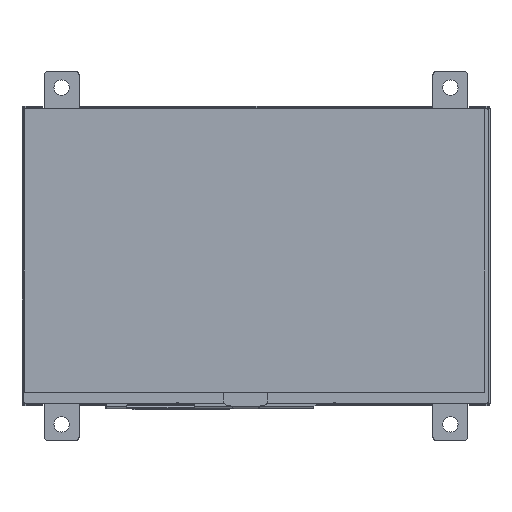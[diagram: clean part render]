
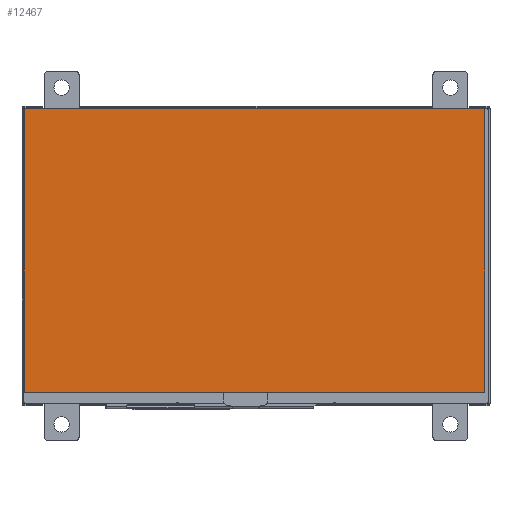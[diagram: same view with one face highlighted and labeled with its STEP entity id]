
A CAD part, top view. The second image highlights one B-rep face of the part: STEP entity #12467.
In plain terms, the highlighted planar face has unit normal (0, 0, 1).
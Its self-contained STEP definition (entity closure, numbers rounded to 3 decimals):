
#962=FACE_OUTER_BOUND('',#1676,.T.);
#1676=EDGE_LOOP('',(#10151,#10152,#10153,#10154));
#3017=LINE('',#19833,#4541);
#3020=LINE('',#19839,#4544);
#3023=LINE('',#19845,#4547);
#3026=LINE('',#19849,#4550);
#4541=VECTOR('',#16106,10.);
#4544=VECTOR('',#16111,10.);
#4547=VECTOR('',#16116,10.);
#4550=VECTOR('',#16121,10.);
#5725=VERTEX_POINT('',#19830);
#5726=VERTEX_POINT('',#19832);
#5728=VERTEX_POINT('',#19838);
#5730=VERTEX_POINT('',#19844);
#7245=EDGE_CURVE('',#5726,#5725,#3017,.T.);
#7248=EDGE_CURVE('',#5728,#5726,#3020,.T.);
#7251=EDGE_CURVE('',#5730,#5728,#3023,.T.);
#7254=EDGE_CURVE('',#5725,#5730,#3026,.T.);
#10151=ORIENTED_EDGE('',*,*,#7254,.T.);
#10152=ORIENTED_EDGE('',*,*,#7251,.T.);
#10153=ORIENTED_EDGE('',*,*,#7248,.T.);
#10154=ORIENTED_EDGE('',*,*,#7245,.T.);
#11739=PLANE('',#13519);
#12467=ADVANCED_FACE('',(#962),#11739,.T.);
#13519=AXIS2_PLACEMENT_3D('',#19851,#16124,#16125);
#16106=DIRECTION('',(-1.,0.,0.));
#16111=DIRECTION('',(0.,1.,0.));
#16116=DIRECTION('',(1.,0.,0.));
#16121=DIRECTION('',(0.,-1.,0.));
#16124=DIRECTION('center_axis',(0.,0.,1.));
#16125=DIRECTION('ref_axis',(1.,0.,0.));
#19830=CARTESIAN_POINT('',(6.2,68.982,1.1));
#19832=CARTESIAN_POINT('',(110.9,68.982,1.1));
#19833=CARTESIAN_POINT('',(6.2,68.982,1.1));
#19838=CARTESIAN_POINT('',(110.9,4.582,1.1));
#19839=CARTESIAN_POINT('',(110.9,68.982,1.1));
#19844=CARTESIAN_POINT('',(6.2,4.582,1.1));
#19845=CARTESIAN_POINT('',(110.9,4.582,1.1));
#19849=CARTESIAN_POINT('',(6.2,4.582,1.1));
#19851=CARTESIAN_POINT('Origin',(58.55,36.782,1.1));
